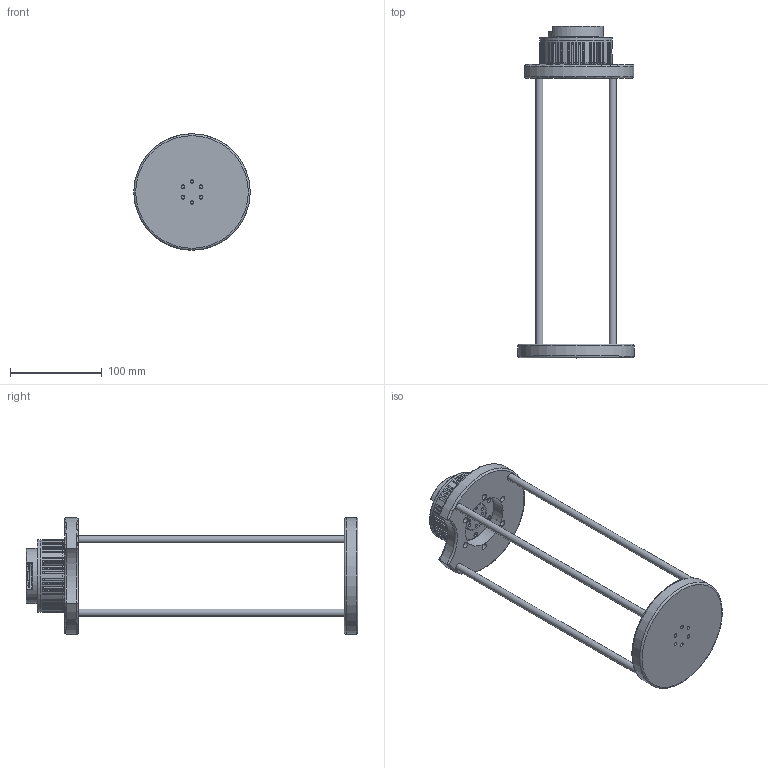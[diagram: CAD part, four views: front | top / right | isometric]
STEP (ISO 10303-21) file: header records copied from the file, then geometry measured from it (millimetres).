
FILE_DESCRIPTION(/* description */ (''),/* implementation_level */ '2;1');
FILE_NAME(/* name */ 'Assembly_base2.step',/* time_stamp */ '2024-03-25T14:08:40+01:00',/* author */ (''),/* organization */ (''),/* preprocessor_version */ 'ST-DEVELOPER v20',/* originating_system */ 'Autodesk Translation Framework v12.20.1.177',/* authorisation */ '');
FILE_SCHEMA (('AUTOMOTIVE_DESIGN { 1 0 10303 214 3 1 1 }'));
Length unit declared in the file: millimetre
Products named in the file (9): (Unsaved); base2 v1; shaft v1; shaft v1 (1); shaft v1 (2); shaft v1 (3); base3 v1; X6-8 v1; ball_bearing v1
Assembly tree (8 placements, depth 2):
  (Unsaved)
    base2 v1
    shaft v1
    shaft v1 (1)
    shaft v1 (2)
    shaft v1 (3)
    base3 v1
    X6-8 v1
    ball_bearing v1
Bounding box: 127 x 362 x 127 mm (x, y, z)
Volume: 380691.3 mm3; surface area: 137156.1 mm2
Topology: 7 solids, 15 shells, 455 faces, 1327 edges, 910 vertices
Faces by surface type: cylinder 162, plane 154, cone 81, torus 54, bspline 4
Full cylindrical faces by diameter (mm): 1.6 x2, 2 x2, 2.2 x8, 2.5 x6, 2.6 x6, 2.7 x2, 3 x1, 3.3 x12, 3.6 x2, 4 x12, 4.8 x2, 5.2 x6, 6 x6, 6.5 x6, 8 x13, 12 x1, 16 x2, 26 x1, 31 x1, 32 x1, 56 x1, 56.6 x1, 58 x1, 60 x1, 67 x1, 79 x2, 127 x1
Entity records: 16944 total; most frequent: CARTESIAN_POINT 3711, DIRECTION 2852, ORIENTED_EDGE 2458, EDGE_CURVE 1327, AXIS2_PLACEMENT_3D 1177, VERTEX_POINT 910, CIRCLE 617, EDGE_LOOP 557
